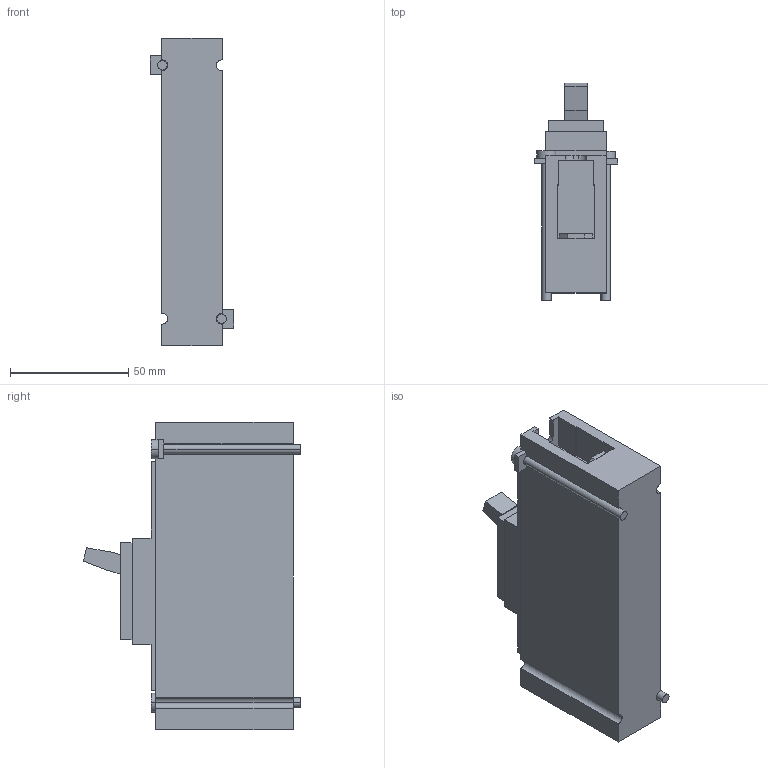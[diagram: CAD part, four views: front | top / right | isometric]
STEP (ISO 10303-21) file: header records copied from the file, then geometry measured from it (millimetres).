
FILE_DESCRIPTION(('CATIA V5 STEP Exchange'),'2;1');
FILE_NAME('1SDH001294R0004_1PA_001_00_A1_1p_F.stp','2014-12-04T15:40:47+00:00',('none'),('none'),'CATIA Version 5 Release 20 SP 1 (IN-10)','CATIA V5 STEP AP214','none');
FILE_SCHEMA(('AUTOMOTIVE_DESIGN { 1 0 10303 214 1 1 1 1 }'));
Length unit declared in the file: millimetre
Products named in the file (1): 1SDH001294R0004_1PA_001_00_A1_1p_F
Bounding box: 35.2 x 91.88 x 130 mm (x, y, z)
Volume: 196074.8 mm3; surface area: 37484 mm2
Topology: 2 solids, 2 shells, 120 faces, 322 edges, 212 vertices
Faces by surface type: plane 96, cylinder 24
Entity records: 4248 total; most frequent: ORIENTED_EDGE 644, CARTESIAN_POINT 609, DIRECTION 470, EDGE_CURVE 322, VECTOR 270, LINE 270, VERTEX_POINT 212, AXIS2_PLACEMENT_3D 127
